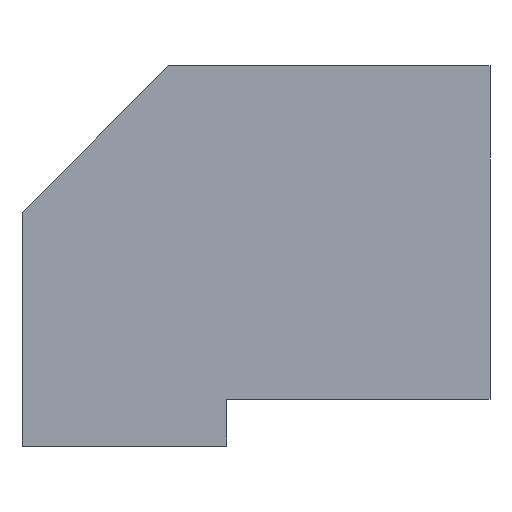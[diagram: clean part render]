
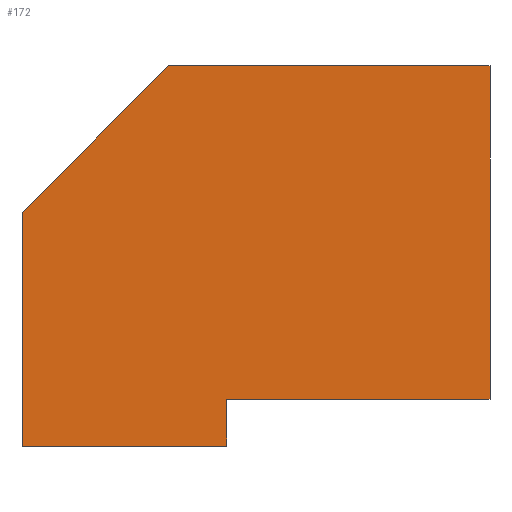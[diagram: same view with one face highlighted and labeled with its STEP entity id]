
A CAD part, front view. The second image highlights one B-rep face of the part: STEP entity #172.
In plain terms, the highlighted planar face has unit normal (0, -1, 0).
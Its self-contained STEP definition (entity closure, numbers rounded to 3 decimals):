
#35 = VERTEX_POINT('',#36);
#36 = CARTESIAN_POINT('',(-8.,-3.,-6.5));
#42 = EDGE_CURVE('',#35,#43,#45,.T.);
#43 = VERTEX_POINT('',#44);
#44 = CARTESIAN_POINT('',(-8.,-3.,1.5));
#45 = LINE('',#46,#47);
#46 = CARTESIAN_POINT('',(-8.,-3.,-6.5));
#47 = VECTOR('',#48,1.);
#48 = DIRECTION('',(0.,0.,1.));
#100 = VERTEX_POINT('',#101);
#101 = CARTESIAN_POINT('',(-1.,-3.,-6.5));
#107 = EDGE_CURVE('',#100,#35,#108,.T.);
#108 = LINE('',#109,#110);
#109 = CARTESIAN_POINT('',(-1.,-3.,-6.5));
#110 = VECTOR('',#111,1.);
#111 = DIRECTION('',(-1.,0.,0.));
#172 = ADVANCED_FACE('',(#173),#215,.T.);
#173 = FACE_BOUND('',#174,.F.);
#174 = EDGE_LOOP('',(#175,#183,#191,#199,#207,#213,#214));
#175 = ORIENTED_EDGE('',*,*,#176,.T.);
#176 = EDGE_CURVE('',#43,#177,#179,.T.);
#177 = VERTEX_POINT('',#178);
#178 = CARTESIAN_POINT('',(-3.,-3.,6.5));
#179 = LINE('',#180,#181);
#180 = CARTESIAN_POINT('',(-8.,-3.,1.5));
#181 = VECTOR('',#182,1.);
#182 = DIRECTION('',(0.707,0.,0.707)
  );
#183 = ORIENTED_EDGE('',*,*,#184,.T.);
#184 = EDGE_CURVE('',#177,#185,#187,.T.);
#185 = VERTEX_POINT('',#186);
#186 = CARTESIAN_POINT('',(8.,-3.,6.5));
#187 = LINE('',#188,#189);
#188 = CARTESIAN_POINT('',(-3.,-3.,6.5));
#189 = VECTOR('',#190,1.);
#190 = DIRECTION('',(1.,0.,0.));
#191 = ORIENTED_EDGE('',*,*,#192,.T.);
#192 = EDGE_CURVE('',#185,#193,#195,.T.);
#193 = VERTEX_POINT('',#194);
#194 = CARTESIAN_POINT('',(8.,-3.,-4.9));
#195 = LINE('',#196,#197);
#196 = CARTESIAN_POINT('',(8.,-3.,6.5));
#197 = VECTOR('',#198,1.);
#198 = DIRECTION('',(0.,0.,-1.));
#199 = ORIENTED_EDGE('',*,*,#200,.T.);
#200 = EDGE_CURVE('',#193,#201,#203,.T.);
#201 = VERTEX_POINT('',#202);
#202 = CARTESIAN_POINT('',(-1.,-3.,-4.9));
#203 = LINE('',#204,#205);
#204 = CARTESIAN_POINT('',(8.,-3.,-4.9));
#205 = VECTOR('',#206,1.);
#206 = DIRECTION('',(-1.,0.,0.));
#207 = ORIENTED_EDGE('',*,*,#208,.T.);
#208 = EDGE_CURVE('',#201,#100,#209,.T.);
#209 = LINE('',#210,#211);
#210 = CARTESIAN_POINT('',(-1.,-3.,-4.9));
#211 = VECTOR('',#212,1.);
#212 = DIRECTION('',(0.,0.,-1.));
#213 = ORIENTED_EDGE('',*,*,#107,.T.);
#214 = ORIENTED_EDGE('',*,*,#42,.T.);
#215 = PLANE('',#216);
#216 = AXIS2_PLACEMENT_3D('',#217,#218,#219);
#217 = CARTESIAN_POINT('',(-8.,-3.,1.5));
#218 = DIRECTION('',(0.,-1.,0.));
#219 = DIRECTION('',(0.,0.,-1.));
